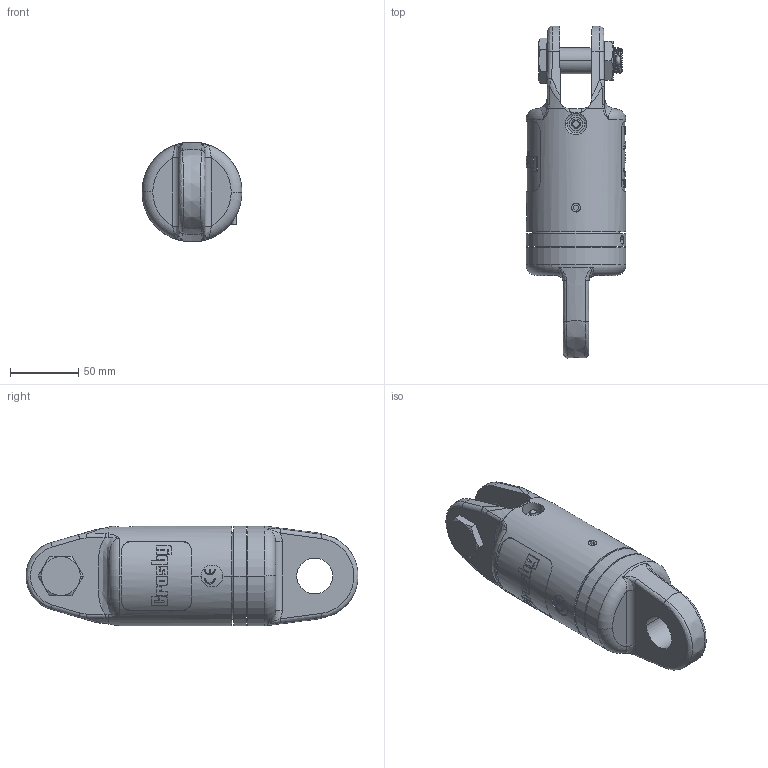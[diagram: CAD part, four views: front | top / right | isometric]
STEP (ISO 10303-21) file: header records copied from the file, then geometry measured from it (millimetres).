
FILE_DESCRIPTION((''),'2;1');
FILE_NAME('CROSBY_SWIVEL_03-S-3_0297039','2008-04-01T',('adoughty'),('The Crosby Group, Inc.'),'PRO/ENGINEER BY PARAMETRIC TECHNOLOGY CORPORATION, 2006080','PRO/ENGINEER BY PARAMETRIC TECHNOLOGY CORPORATION, 2006080','');
FILE_SCHEMA(('CONFIG_CONTROL_DESIGN'));
Length unit declared in the file: inch
Products named in the file (1): CROSBY_SWIVEL_03-S-3_0297039
Bounding box: 73.03 x 242.54 x 73.03 mm (x, y, z)
Volume: 500981.5 mm3; surface area: 107854.7 mm2
Topology: 3 solids, 3 shells, 702 faces, 1884 edges, 1219 vertices
Faces by surface type: plane 375, cylinder 137, bspline 94, extrusion 36, torus 33, cone 25, sphere 2
Entity records: 38699 total; most frequent: CARTESIAN_POINT 22470, ORIENTED_EDGE 3764, DIRECTION 2766, EDGE_CURVE 1882, VERTEX_POINT 1219, AXIS2_PLACEMENT_3D 996, VECTOR 774, B_SPLINE_CURVE_WITH_KNOTS 756
